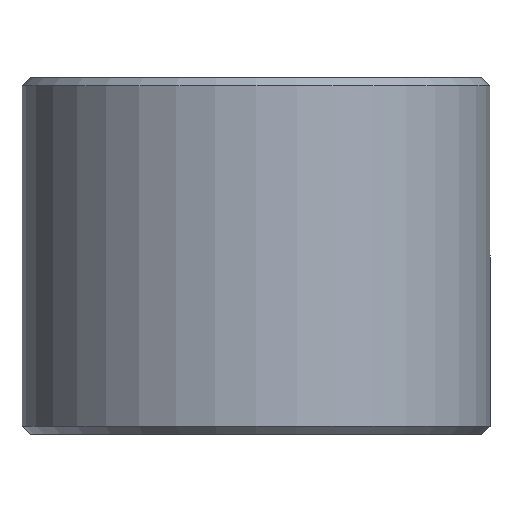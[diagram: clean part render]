
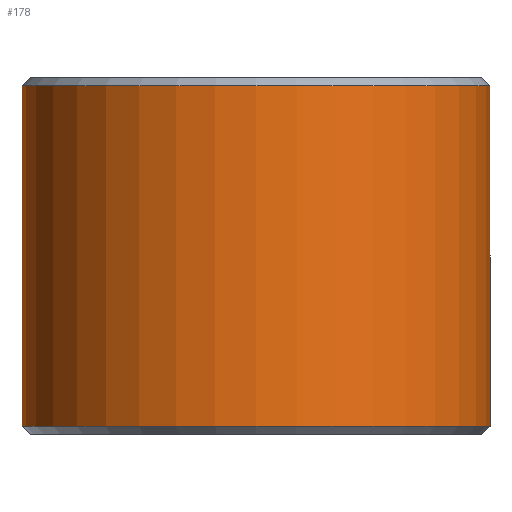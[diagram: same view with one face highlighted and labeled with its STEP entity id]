
A CAD part, front view. The second image highlights one B-rep face of the part: STEP entity #178.
In plain terms, the highlighted cylindrical face has radius 36.113 mm (diameter 72.226 mm), a partial arc.
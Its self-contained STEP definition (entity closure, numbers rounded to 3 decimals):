
#11 = ORIENTED_EDGE ( 'NONE', *, *, #40, .T. ) ;
#40 = EDGE_CURVE ( 'NONE', #70, #71, #175, .T. ) ;
#44 = ORIENTED_EDGE ( 'NONE', *, *, #90, .T. ) ;
#45 = ORIENTED_EDGE ( 'NONE', *, *, #77, .F. ) ;
#50 = VERTEX_POINT ( 'NONE', #125 ) ;
#56 = ORIENTED_EDGE ( 'NONE', *, *, #61, .F. ) ;
#61 = EDGE_CURVE ( 'NONE', #63, #50, #113, .T. ) ;
#63 = VERTEX_POINT ( 'NONE', #104 ) ;
#70 = VERTEX_POINT ( 'NONE', #186 ) ;
#71 = VERTEX_POINT ( 'NONE', #185 ) ;
#77 = EDGE_CURVE ( 'NONE', #70, #63, #217, .T. ) ;
#90 = EDGE_CURVE ( 'NONE', #71, #50, #243, .T. ) ;
#104 = CARTESIAN_POINT ( 'NONE',  ( -36.113, 0., -1.261 ) ) ;
#109 = DIRECTION ( 'NONE',  ( 1., 0., 0. ) ) ;
#110 = DIRECTION ( 'NONE',  ( 0., 0., 1. ) ) ;
#111 = CARTESIAN_POINT ( 'NONE',  ( 0., 0., -1.261 ) ) ;
#112 = AXIS2_PLACEMENT_3D ( 'NONE', #111, #110, #109 ) ;
#113 = CIRCLE ( 'NONE', #112, 36.113 ) ;
#125 = CARTESIAN_POINT ( 'NONE',  ( 36.113, 0., -1.261 ) ) ;
#171 = DIRECTION ( 'NONE',  ( 1., 0., 0. ) ) ;
#172 = DIRECTION ( 'NONE',  ( 0., 0., 1. ) ) ;
#173 = CARTESIAN_POINT ( 'NONE',  ( 0., 0., -53.739 ) ) ;
#174 = AXIS2_PLACEMENT_3D ( 'NONE', #173, #172, #171 ) ;
#175 = CIRCLE ( 'NONE', #174, 36.113 ) ;
#177 = EDGE_LOOP ( 'NONE', ( #45, #11, #44, #56 ) ) ;
#178 = ADVANCED_FACE ( 'NONE', ( #344 ), #348, .T. ) ;
#185 = CARTESIAN_POINT ( 'NONE',  ( 36.113, 0., -53.739 ) ) ;
#186 = CARTESIAN_POINT ( 'NONE',  ( -36.113, 0., -53.739 ) ) ;
#214 = DIRECTION ( 'NONE',  ( 0., 0., 1. ) ) ;
#215 = VECTOR ( 'NONE', #214, 1000. ) ;
#216 = CARTESIAN_POINT ( 'NONE',  ( -36.113, 0., 0. ) ) ;
#217 = LINE ( 'NONE', #216, #215 ) ;
#243 = LINE ( 'NONE', #249, #248 ) ;
#248 = VECTOR ( 'NONE', #251, 1000. ) ;
#249 = CARTESIAN_POINT ( 'NONE',  ( 36.113, 0., 0. ) ) ;
#251 = DIRECTION ( 'NONE',  ( 0., 0., 1. ) ) ;
#340 = DIRECTION ( 'NONE',  ( 1., 0., 0. ) ) ;
#342 = DIRECTION ( 'NONE',  ( 0., 0., 1. ) ) ;
#343 = CARTESIAN_POINT ( 'NONE',  ( 0., 0., 0. ) ) ;
#344 = FACE_OUTER_BOUND ( 'NONE', #177, .T. ) ;
#347 = AXIS2_PLACEMENT_3D ( 'NONE', #343, #342, #340 ) ;
#348 = CYLINDRICAL_SURFACE ( 'NONE', #347, 36.113 ) ;
